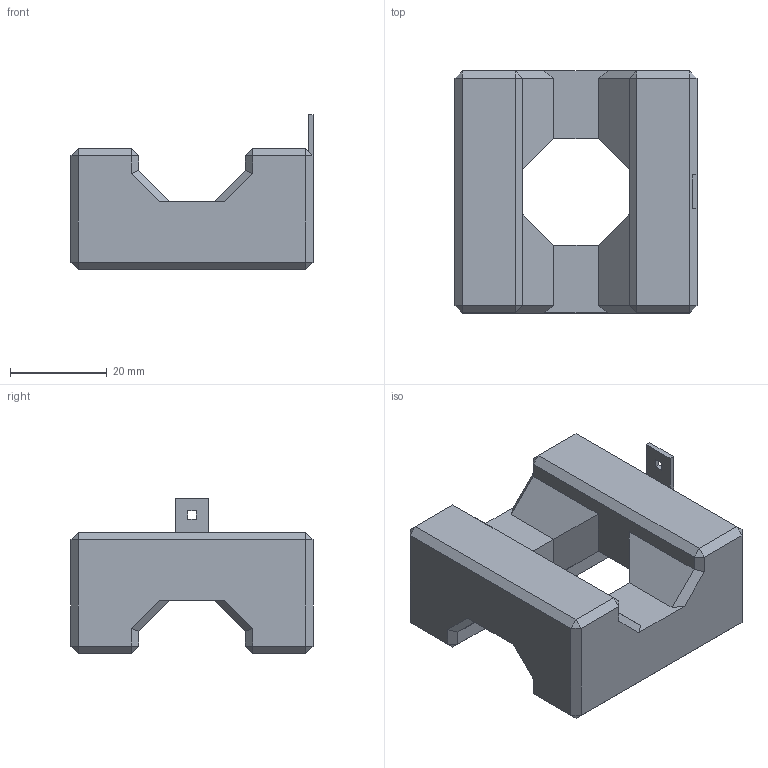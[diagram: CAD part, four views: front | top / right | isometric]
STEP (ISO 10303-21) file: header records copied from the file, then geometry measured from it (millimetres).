
FILE_DESCRIPTION (( 'STEP AP214' ), '1' );
FILE_NAME ('Cuboro_GN.STEP', '2022-02-24T20:01:24', ( '' ), ( '' ), 'SwSTEP 2.0', 'SolidWorks 2019', '' );
FILE_SCHEMA (( 'AUTOMOTIVE_DESIGN' ));
Length unit declared in the file: millimetre
Products named in the file (1): Cuboro_GN
Bounding box: 50 x 50 x 32 mm (x, y, z)
Volume: 39413.7 mm3; surface area: 9854.1 mm2
Topology: 1 solids, 1 shells, 88 faces, 200 edges, 112 vertices
Faces by surface type: plane 88
Entity records: 2374 total; most frequent: CARTESIAN_POINT 401, ORIENTED_EDGE 400, DIRECTION 378, LINE 200, VECTOR 200, EDGE_CURVE 200, VERTEX_POINT 112, EDGE_LOOP 90
